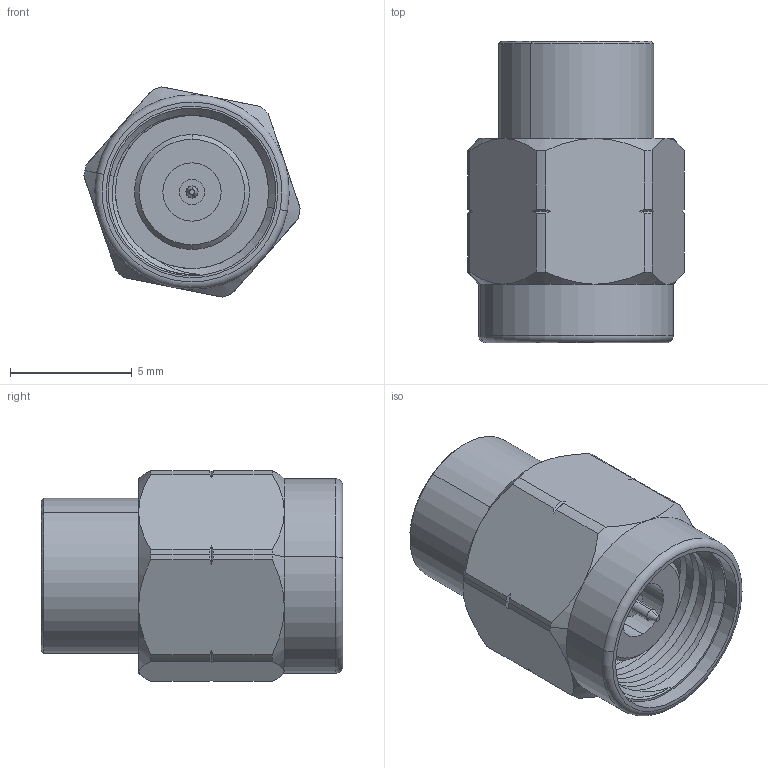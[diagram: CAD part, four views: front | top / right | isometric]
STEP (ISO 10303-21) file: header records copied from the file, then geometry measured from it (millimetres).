
FILE_DESCRIPTION (( 'STEP AP214' ), '1' );
FILE_NAME ('CM-2M-33-2, Defeatured.STEP', '2025-09-05T19:15:27', ( '' ), ( '' ), 'SwSTEP 2.0', 'SolidWorks 2021', '' );
FILE_SCHEMA (( 'AUTOMOTIVE_DESIGN' ));
Length unit declared in the file: inch
Products named in the file (1): CM-2M-33-2, Defeatured
Bounding box: 8.9 x 12.4 x 8.65 mm (x, y, z)
Volume: 407.8 mm3; surface area: 803.7 mm2
Topology: 3 solids, 3 shells, 120 faces, 282 edges, 179 vertices
Faces by surface type: cylinder 53, cone 40, plane 23, bspline 2, torus 2
Entity records: 6248 total; most frequent: CARTESIAN_POINT 1939, DIRECTION 572, ORIENTED_EDGE 564, EDGE_CURVE 282, AXIS2_PLACEMENT_3D 246, VERTEX_POINT 179, EDGE_LOOP 133, CIRCLE 127
